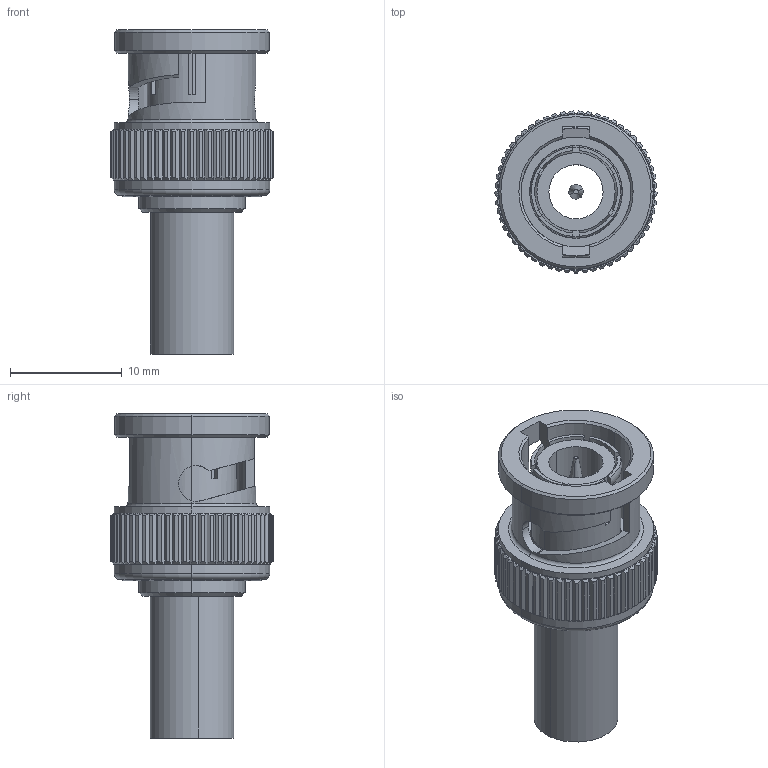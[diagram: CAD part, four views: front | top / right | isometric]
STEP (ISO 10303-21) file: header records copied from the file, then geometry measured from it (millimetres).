
FILE_DESCRIPTION (( 'STEP AP214' ), '1' );
FILE_NAME ('10-005-B3-DB.STEP', '2024-08-22T08:49:46', ( '' ), ( '' ), 'SwSTEP 2.0', 'SolidWorks 2024', '' );
FILE_SCHEMA (( 'AUTOMOTIVE_DESIGN' ));
Length unit declared in the file: millimetre
Products named in the file (1): 10-005-B3-DB
Bounding box: 14.5 x 14.5 x 29 mm (x, y, z)
Surface area: 2493.4 mm2 (no closed solid volume)
Topology: 0 solids, 8 shells, 399 faces, 1160 edges, 768 vertices
Faces by surface type: plane 155, cone 142, cylinder 91, torus 11
Entity records: 13615 total; most frequent: CARTESIAN_POINT 3332, ORIENTED_EDGE 2271, DIRECTION 2025, EDGE_CURVE 1160, VERTEX_POINT 768, AXIS2_PLACEMENT_3D 755, VECTOR 515, LINE 515
